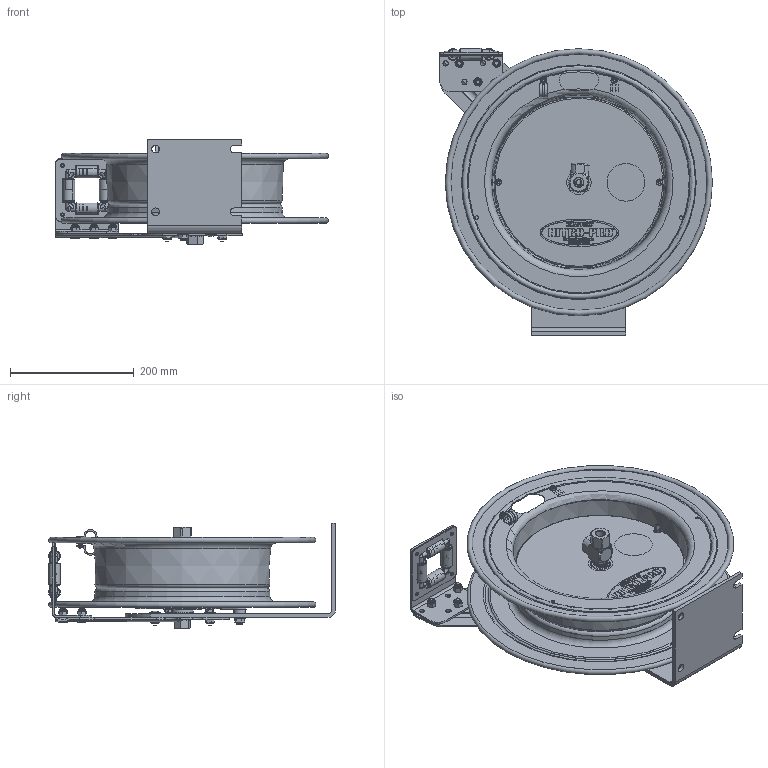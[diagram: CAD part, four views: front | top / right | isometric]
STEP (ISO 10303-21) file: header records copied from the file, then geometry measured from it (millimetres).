
FILE_DESCRIPTION(/* description */ (''),/* implementation_level */ '2;1');
FILE_NAME(/* name */ 'P-NPL-350_SHARED.stp',/* time_stamp */ '2020-04-02T14:25:38-07:00',/* author */ ('NMelton'),/* organization */ (''),/* preprocessor_version */ 'ST-DEVELOPER v17',/* originating_system */ 'Autodesk Inventor 2019',/* authorisation */ '');
FILE_SCHEMA (('AUTOMOTIVE_DESIGN { 1 0 10303 214 3 1 1 }'));
Products named in the file (1): P-NPL-350_SHARED
Bounding box: 441 x 464.08 x 170.69 mm (x, y, z)
Surface area: 1105270.6 mm2 (no closed solid volume)
Topology: 0 solids, 238 shells, 2623 faces, 11969 edges, 9421 vertices
Faces by surface type: plane 1433, cylinder 582, bspline 360, cone 143, torus 68, sphere 37
Full cylindrical faces by diameter (mm): 1.651 x1, 1.905 x1, 2.064 x1, 2.159 x2, 2.381 x1, 3.962 x2, 4.699 x4, 4.826 x6, 5.182 x1, 5.556 x4, 5.588 x5, 6.248 x1, 6.35 x5, 7.925 x1, 7.938 x3, 8.636 x3, 8.731 x4, 8.89 x1, 11.43 x3, 12.192 x8, 12.7 x2, 14.859 x1, 15.875 x1, 17.882 x1, 19.05 x5, 20.574 x1, 28.575 x1, 31.623 x1, 34.925 x1, 35.052 x1
Entity records: 131279 total; most frequent: CARTESIAN_POINT 39029, ORIENTED_EDGE 17020, DIRECTION 16004, EDGE_CURVE 11924, VERTEX_POINT 9421, LINE 6944, VECTOR 6944, AXIS2_PLACEMENT_3D 4530
